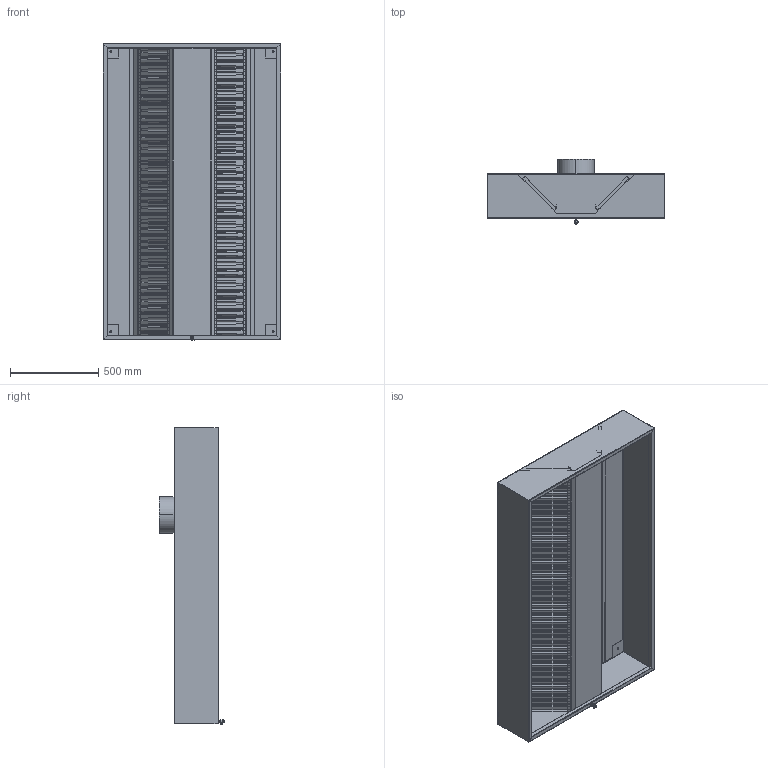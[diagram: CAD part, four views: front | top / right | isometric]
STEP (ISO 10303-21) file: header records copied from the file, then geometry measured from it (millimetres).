
FILE_DESCRIPTION(('FreeCAD Model'),'2;1');
FILE_NAME('Open CASCADE Shape Model','2025-05-05T03:43:50',('FreeCAD'),( 'FreeCAD'),'Open CASCADE STEP processor 7.6','FreeCAD','Unknown');
FILE_SCHEMA(('AUTOMOTIVE_DESIGN { 1 0 10303 214 1 1 1 1 }'));
Products named in the file (1): Open CASCADE STEP translator 7.6 1
Bounding box: 1008.14 x 372.17 x 1684.43 mm (x, y, z)
Volume: 6888406.4 mm3; surface area: 12280158.7 mm2
Topology: 241 solids, 241 shells, 4922 faces, 10190 edges, 5716 vertices
Faces by surface type: bspline 4922
Entity records: 116409 total; most frequent: CARTESIAN_POINT 52507, ORIENTED_EDGE 20380, EDGE_CURVE 10190, B_SPLINE_CURVE_WITH_KNOTS 8090, VERTEX_POINT 5716, FACE_BOUND 5130, EDGE_LOOP 5130, ADVANCED_FACE 4922
